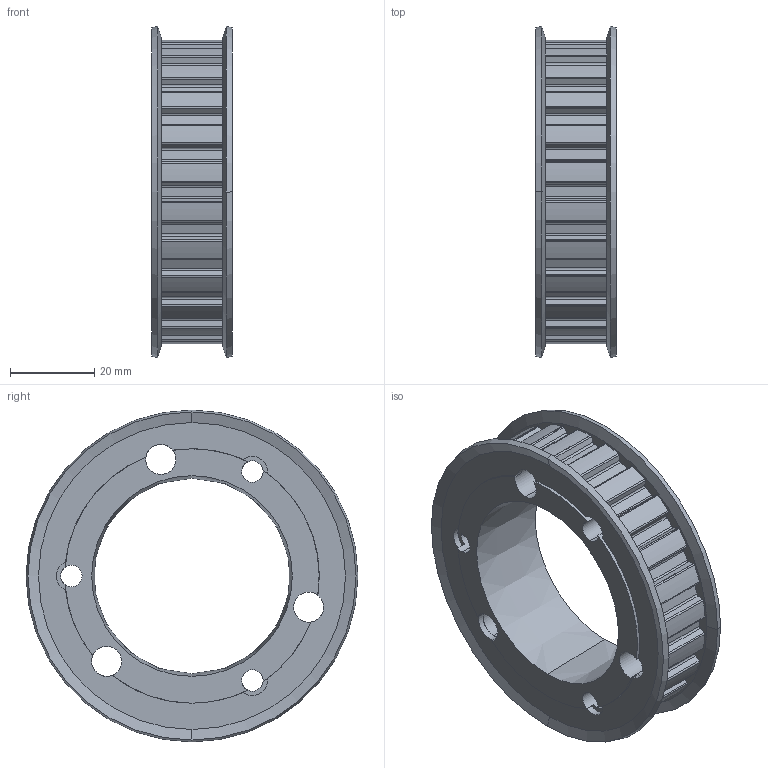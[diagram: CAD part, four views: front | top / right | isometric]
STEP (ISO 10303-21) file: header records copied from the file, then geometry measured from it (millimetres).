
FILE_DESCRIPTION (( 'STEP AP214' ), '1' );
FILE_NAME ('SQD24L050AF-SH.STEP', '2019-07-31T11:02:31', ( '' ), ( '' ), 'SwSTEP 2.0', 'SolidWorks 2018', '' );
FILE_SCHEMA (( 'AUTOMOTIVE_DESIGN' ));
Length unit declared in the file: inch
Products named in the file (1): SQD24L050AF-SH
Bounding box: 19.18 x 78.58 x 78.58 mm (x, y, z)
Volume: 38719.1 mm3; surface area: 22733.4 mm2
Topology: 3 solids, 3 shells, 296 faces, 883 edges, 586 vertices
Faces by surface type: cylinder 197, plane 83, cone 14, bspline 2
Entity records: 10409 total; most frequent: CARTESIAN_POINT 1934, DIRECTION 1905, ORIENTED_EDGE 1766, EDGE_CURVE 883, AXIS2_PLACEMENT_3D 733, VERTEX_POINT 586, VECTOR 439, LINE 439
